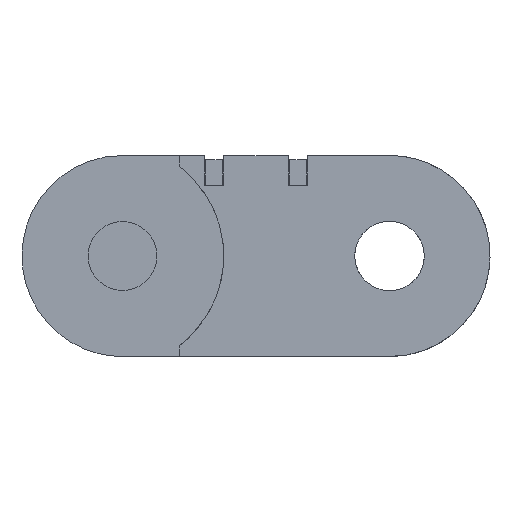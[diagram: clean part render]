
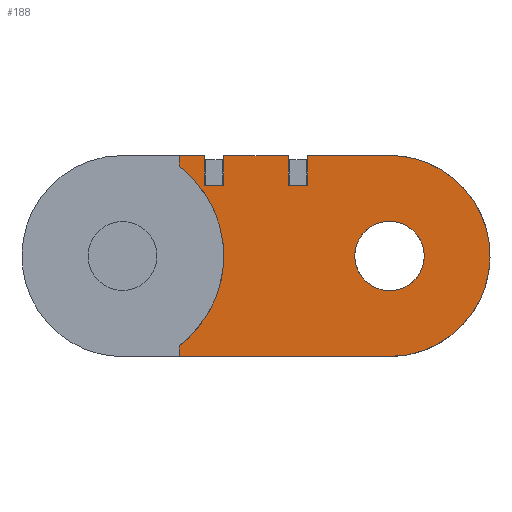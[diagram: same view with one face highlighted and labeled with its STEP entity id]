
A CAD part, front view. The second image highlights one B-rep face of the part: STEP entity #188.
In plain terms, the highlighted planar face has unit normal (0, -1, 0).
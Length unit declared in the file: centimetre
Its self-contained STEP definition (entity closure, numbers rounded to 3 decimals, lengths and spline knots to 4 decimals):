
#14=FACE_BOUND('',#350,.T.);
#52=(
BOUNDED_CURVE()
B_SPLINE_CURVE(2,(#2274,#2275,#2276,#2277,#2278),.UNSPECIFIED.,.F.,.F.)
B_SPLINE_CURVE_WITH_KNOTS((3,2,3),(20.4377,23.1866,25.9355),
 .UNSPECIFIED.)
CURVE()
GEOMETRIC_REPRESENTATION_ITEM()
RATIONAL_B_SPLINE_CURVE((1.,0.707,1.,0.707,1.))
REPRESENTATION_ITEM('')
);
#59=(
BOUNDED_CURVE()
B_SPLINE_CURVE(2,(#2304,#2305,#2306,#2307,#2308),.UNSPECIFIED.,.F.,.F.)
B_SPLINE_CURVE_WITH_KNOTS((3,2,3),(-13.1338,-11.3222,-9.5107),
 .UNSPECIFIED.)
CURVE()
GEOMETRIC_REPRESENTATION_ITEM()
RATIONAL_B_SPLINE_CURVE((1.,0.895,1.,0.895,1.))
REPRESENTATION_ITEM('')
);
#60=(
BOUNDED_CURVE()
B_SPLINE_CURVE(2,(#2309,#2310,#2311),.UNSPECIFIED.,.F.,.F.)
B_SPLINE_CURVE_WITH_KNOTS((3,3),(-13.3199,-13.1338),
 .UNSPECIFIED.)
CURVE()
GEOMETRIC_REPRESENTATION_ITEM()
RATIONAL_B_SPLINE_CURVE((1.,1.,1.))
REPRESENTATION_ITEM('')
);
#61=(
BOUNDED_CURVE()
B_SPLINE_CURVE(2,(#2312,#2313,#2314),.UNSPECIFIED.,.F.,.F.)
B_SPLINE_CURVE_WITH_KNOTS((3,3),(-27.7421,-27.556),
 .UNSPECIFIED.)
CURVE()
GEOMETRIC_REPRESENTATION_ITEM()
RATIONAL_B_SPLINE_CURVE((1.,1.,1.))
REPRESENTATION_ITEM('')
);
#79=(
BOUNDED_CURVE()
B_SPLINE_CURVE(2,(#2378,#2379,#2380,#2381,#2382),.UNSPECIFIED.,.F.,.F.)
B_SPLINE_CURVE_WITH_KNOTS((3,2,3),(-3.8013,-2.851,
-1.9007),.UNSPECIFIED.)
CURVE()
GEOMETRIC_REPRESENTATION_ITEM()
RATIONAL_B_SPLINE_CURVE((1.,0.707,1.,0.707,1.))
REPRESENTATION_ITEM('')
);
#89=(
BOUNDED_CURVE()
B_SPLINE_CURVE(2,(#2496,#2497,#2498,#2499,#2500),.UNSPECIFIED.,.F.,.F.)
B_SPLINE_CURVE_WITH_KNOTS((3,2,3),(-1.9007,-0.9503,
0.),.UNSPECIFIED.)
CURVE()
GEOMETRIC_REPRESENTATION_ITEM()
RATIONAL_B_SPLINE_CURVE((1.,0.707,1.,0.707,1.))
REPRESENTATION_ITEM('')
);
#188=ADVANCED_FACE('',(#267,#14),#1368,.T.);
#267=FACE_OUTER_BOUND('',#349,.T.);
#349=EDGE_LOOP('',(#646,#647,#648,#649,#650,#651,#652,#653,#654,#655,#656,
#657,#658,#659));
#350=EDGE_LOOP('',(#660,#661));
#646=ORIENTED_EDGE('',*,*,#1007,.T.);
#647=ORIENTED_EDGE('',*,*,#1015,.T.);
#648=ORIENTED_EDGE('',*,*,#967,.T.);
#649=ORIENTED_EDGE('',*,*,#966,.T.);
#650=ORIENTED_EDGE('',*,*,#968,.T.);
#651=ORIENTED_EDGE('',*,*,#974,.T.);
#652=ORIENTED_EDGE('',*,*,#956,.T.);
#653=ORIENTED_EDGE('',*,*,#958,.T.);
#654=ORIENTED_EDGE('',*,*,#996,.T.);
#655=ORIENTED_EDGE('',*,*,#997,.T.);
#656=ORIENTED_EDGE('',*,*,#995,.T.);
#657=ORIENTED_EDGE('',*,*,#1003,.T.);
#658=ORIENTED_EDGE('',*,*,#1008,.T.);
#659=ORIENTED_EDGE('',*,*,#1009,.T.);
#660=ORIENTED_EDGE('',*,*,#992,.T.);
#661=ORIENTED_EDGE('',*,*,#1037,.T.);
#956=EDGE_CURVE('',#1276,#1277,#52,.T.);
#958=EDGE_CURVE('',#1277,#1304,#1141,.T.);
#966=EDGE_CURVE('',#1282,#1283,#59,.T.);
#967=EDGE_CURVE('',#1284,#1282,#60,.T.);
#968=EDGE_CURVE('',#1283,#1285,#61,.T.);
#974=EDGE_CURVE('',#1285,#1276,#1145,.T.);
#992=EDGE_CURVE('',#1300,#1329,#79,.T.);
#995=EDGE_CURVE('',#1302,#1303,#1150,.T.);
#996=EDGE_CURVE('',#1304,#1305,#1151,.T.);
#997=EDGE_CURVE('',#1305,#1302,#1152,.T.);
#1003=EDGE_CURVE('',#1303,#1312,#1158,.T.);
#1007=EDGE_CURVE('',#1310,#1311,#1162,.T.);
#1008=EDGE_CURVE('',#1312,#1313,#1163,.T.);
#1009=EDGE_CURVE('',#1313,#1310,#1164,.T.);
#1015=EDGE_CURVE('',#1311,#1284,#1170,.T.);
#1037=EDGE_CURVE('',#1329,#1300,#89,.T.);
#1141=B_SPLINE_CURVE_WITH_KNOTS('',1,(#2281,#2282),.UNSPECIFIED.,.F.,.F.,
(2,2),(25.9355,27.3605),.UNSPECIFIED.);
#1145=B_SPLINE_CURVE_WITH_KNOTS('',1,(#2328,#2329),.UNSPECIFIED.,.F.,.F.,
(2,2),(37.0683,40.7333),.UNSPECIFIED.);
#1150=B_SPLINE_CURVE_WITH_KNOTS('',1,(#2390,#2391),.UNSPECIFIED.,.F.,.F.,
(2,2),(2.98,3.5),.UNSPECIFIED.);
#1151=B_SPLINE_CURVE_WITH_KNOTS('',1,(#2392,#2393),.UNSPECIFIED.,.F.,.F.,
(2,2),(-3.5,-2.98),.UNSPECIFIED.);
#1152=B_SPLINE_CURVE_WITH_KNOTS('',1,(#2394,#2395),.UNSPECIFIED.,.F.,.F.,
(2,2),(-0.34,0.),.UNSPECIFIED.);
#1158=B_SPLINE_CURVE_WITH_KNOTS('',1,(#2406,#2407),.UNSPECIFIED.,.F.,.F.,
(2,2),(27.7005,28.8205),.UNSPECIFIED.);
#1162=B_SPLINE_CURVE_WITH_KNOTS('',1,(#2414,#2415),.UNSPECIFIED.,.F.,.F.,
(2,2),(-0.52,0.),.UNSPECIFIED.);
#1163=B_SPLINE_CURVE_WITH_KNOTS('',1,(#2416,#2417),.UNSPECIFIED.,.F.,.F.,
(2,2),(-0.52,0.),.UNSPECIFIED.);
#1164=B_SPLINE_CURVE_WITH_KNOTS('',1,(#2418,#2419),.UNSPECIFIED.,.F.,.F.,
(2,2),(-0.34,0.),.UNSPECIFIED.);
#1170=B_SPLINE_CURVE_WITH_KNOTS('',1,(#2430,#2431),.UNSPECIFIED.,.F.,.F.,
(2,2),(29.1605,29.6005),.UNSPECIFIED.);
#1276=VERTEX_POINT('',#2024);
#1277=VERTEX_POINT('',#2025);
#1282=VERTEX_POINT('',#2030);
#1283=VERTEX_POINT('',#2031);
#1284=VERTEX_POINT('',#2032);
#1285=VERTEX_POINT('',#2033);
#1300=VERTEX_POINT('',#2048);
#1302=VERTEX_POINT('',#2050);
#1303=VERTEX_POINT('',#2051);
#1304=VERTEX_POINT('',#2052);
#1305=VERTEX_POINT('',#2053);
#1310=VERTEX_POINT('',#2058);
#1311=VERTEX_POINT('',#2059);
#1312=VERTEX_POINT('',#2060);
#1313=VERTEX_POINT('',#2061);
#1329=VERTEX_POINT('',#2077);
#1368=PLANE('',#1443);
#1443=AXIS2_PLACEMENT_3D('',#1835,#1501,$);
#1501=DIRECTION('',(0.,-1.,0.));
#1835=CARTESIAN_POINT('',(-4.1565,-2.76,-0.0507));
#2024=CARTESIAN_POINT('',(2.325,-2.76,-0.0157));
#2025=CARTESIAN_POINT('',(2.325,-2.76,3.4843));
#2030=CARTESIAN_POINT('',(-1.34,-2.76,3.2981));
#2031=CARTESIAN_POINT('',(-1.34,-2.76,0.1704));
#2032=CARTESIAN_POINT('',(-1.34,-2.76,3.4843));
#2033=CARTESIAN_POINT('',(-1.34,-2.76,-0.0157));
#2048=CARTESIAN_POINT('',(1.8622,-2.76,2.124));
#2050=CARTESIAN_POINT('',(0.56,-2.76,2.9643));
#2051=CARTESIAN_POINT('',(0.56,-2.76,3.4843));
#2052=CARTESIAN_POINT('',(0.9,-2.76,3.4843));
#2053=CARTESIAN_POINT('',(0.9,-2.76,2.9643));
#2058=CARTESIAN_POINT('',(-0.9,-2.76,2.9643));
#2059=CARTESIAN_POINT('',(-0.9,-2.76,3.4843));
#2060=CARTESIAN_POINT('',(-0.56,-2.76,3.4843));
#2061=CARTESIAN_POINT('',(-0.56,-2.76,2.9643));
#2077=CARTESIAN_POINT('',(2.7878,-2.76,1.3446));
#2274=CARTESIAN_POINT('',(2.325,-2.76,-0.0157));
#2275=CARTESIAN_POINT('',(4.075,-2.76,-0.0157));
#2276=CARTESIAN_POINT('',(4.075,-2.76,1.7343));
#2277=CARTESIAN_POINT('',(4.075,-2.76,3.4843));
#2278=CARTESIAN_POINT('',(2.325,-2.76,3.4843));
#2281=CARTESIAN_POINT('',(2.325,-2.76,3.4843));
#2282=CARTESIAN_POINT('',(0.9,-2.76,3.4843));
#2304=CARTESIAN_POINT('',(-1.34,-2.76,3.2981));
#2305=CARTESIAN_POINT('',(-0.56,-2.76,2.7107));
#2306=CARTESIAN_POINT('',(-0.56,-2.76,1.7343));
#2307=CARTESIAN_POINT('',(-0.56,-2.76,0.7578));
#2308=CARTESIAN_POINT('',(-1.34,-2.76,0.1704));
#2309=CARTESIAN_POINT('',(-1.34,-2.76,3.4843));
#2310=CARTESIAN_POINT('',(-1.34,-2.76,3.3912));
#2311=CARTESIAN_POINT('',(-1.34,-2.76,3.2981));
#2312=CARTESIAN_POINT('',(-1.34,-2.76,0.1704));
#2313=CARTESIAN_POINT('',(-1.34,-2.76,0.0774));
#2314=CARTESIAN_POINT('',(-1.34,-2.76,-0.0157));
#2328=CARTESIAN_POINT('',(-1.34,-2.76,-0.0157));
#2329=CARTESIAN_POINT('',(2.325,-2.76,-0.0157));
#2378=CARTESIAN_POINT('',(1.8622,-2.76,2.124));
#2379=CARTESIAN_POINT('',(2.2519,-2.76,2.5868));
#2380=CARTESIAN_POINT('',(2.7147,-2.76,2.1971));
#2381=CARTESIAN_POINT('',(3.1775,-2.76,1.8074));
#2382=CARTESIAN_POINT('',(2.7878,-2.76,1.3446));
#2390=CARTESIAN_POINT('',(0.56,-2.76,2.9643));
#2391=CARTESIAN_POINT('',(0.56,-2.76,3.4843));
#2392=CARTESIAN_POINT('',(0.9,-2.76,3.4843));
#2393=CARTESIAN_POINT('',(0.9,-2.76,2.9643));
#2394=CARTESIAN_POINT('',(0.9,-2.76,2.9643));
#2395=CARTESIAN_POINT('',(0.56,-2.76,2.9643));
#2406=CARTESIAN_POINT('',(0.56,-2.76,3.4843));
#2407=CARTESIAN_POINT('',(-0.56,-2.76,3.4843));
#2414=CARTESIAN_POINT('',(-0.9,-2.76,2.9643));
#2415=CARTESIAN_POINT('',(-0.9,-2.76,3.4843));
#2416=CARTESIAN_POINT('',(-0.56,-2.76,3.4843));
#2417=CARTESIAN_POINT('',(-0.56,-2.76,2.9643));
#2418=CARTESIAN_POINT('',(-0.56,-2.76,2.9643));
#2419=CARTESIAN_POINT('',(-0.9,-2.76,2.9643));
#2430=CARTESIAN_POINT('',(-0.9,-2.76,3.4843));
#2431=CARTESIAN_POINT('',(-1.34,-2.76,3.4843));
#2496=CARTESIAN_POINT('',(2.7878,-2.76,1.3446));
#2497=CARTESIAN_POINT('',(2.3981,-2.76,0.8818));
#2498=CARTESIAN_POINT('',(1.9353,-2.76,1.2715));
#2499=CARTESIAN_POINT('',(1.4725,-2.76,1.6612));
#2500=CARTESIAN_POINT('',(1.8622,-2.76,2.124));
